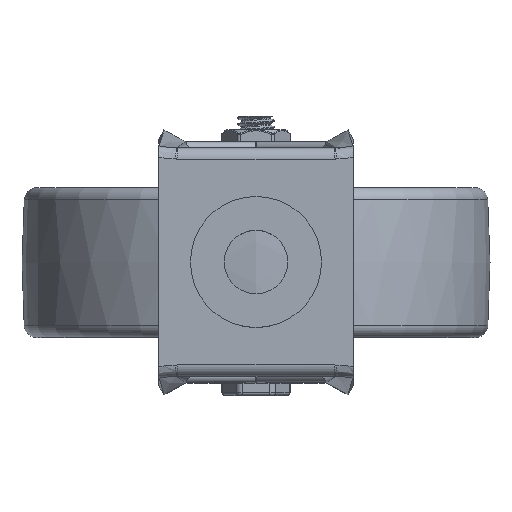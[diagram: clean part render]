
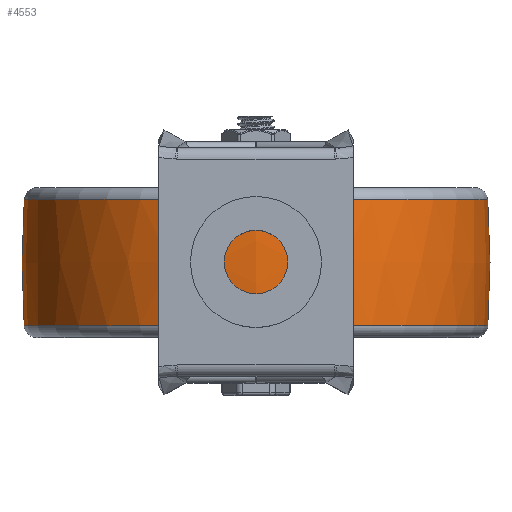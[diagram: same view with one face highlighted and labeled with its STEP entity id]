
A CAD part, top view. The second image highlights one B-rep face of the part: STEP entity #4553.
In plain terms, the highlighted free-form (B-spline) face has degree [2, 2] with [3, 9] control points.
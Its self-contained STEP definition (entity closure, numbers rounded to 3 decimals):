
#19=(
BOUNDED_SURFACE()
B_SPLINE_SURFACE(2,2,((#14585,#14586,#14587,#14588,#14589,#14590,#14591,
#14592,#14593),(#14594,#14595,#14596,#14597,#14598,#14599,#14600,#14601,
#14602),(#14603,#14604,#14605,#14606,#14607,#14608,#14609,#14610,#14611)),
 .UNSPECIFIED.,.F.,.T.,.F.)
B_SPLINE_SURFACE_WITH_KNOTS((3,3),(3,2,2,2,3),(-0.071,0.07),
(-3.142,-1.571,0.,1.571,3.142),
 .UNSPECIFIED.)
GEOMETRIC_REPRESENTATION_ITEM()
RATIONAL_B_SPLINE_SURFACE(((1.,0.707,1.,0.707,1.,
0.707,1.,0.707,1.),(0.998,0.705,
0.998,0.705,0.998,0.705,
0.998,0.705,0.998),(1.,0.707,
1.,0.707,1.,0.707,1.,0.707,1.)))
REPRESENTATION_ITEM('')
SURFACE()
);
#421=FACE_OUTER_BOUND('',#723,.T.);
#723=EDGE_LOOP('',(#3521,#3522,#3523,#3524));
#1008=CIRCLE('',#4990,37.151);
#1009=CIRCLE('',#4991,144.234);
#1010=CIRCLE('',#4992,37.135);
#1999=VERTEX_POINT('',#14582);
#2000=VERTEX_POINT('',#14612);
#2541=EDGE_CURVE('',#1999,#1999,#1008,.T.);
#2542=EDGE_CURVE('',#1999,#2000,#1009,.T.);
#2543=EDGE_CURVE('',#2000,#2000,#1010,.T.);
#3521=ORIENTED_EDGE('',*,*,#2541,.F.);
#3522=ORIENTED_EDGE('',*,*,#2542,.T.);
#3523=ORIENTED_EDGE('',*,*,#2543,.T.);
#3524=ORIENTED_EDGE('',*,*,#2542,.F.);
#4553=ADVANCED_FACE('',(#421),#19,.F.);
#4990=AXIS2_PLACEMENT_3D('',#14584,#5865,#5866);
#4991=AXIS2_PLACEMENT_3D('',#14613,#5867,#5868);
#4992=AXIS2_PLACEMENT_3D('',#14614,#5869,#5870);
#5865=DIRECTION('center_axis',(0.,-1.,0.));
#5866=DIRECTION('ref_axis',(0.,0.,1.));
#5867=DIRECTION('center_axis',(-1.,0.,0.));
#5868=DIRECTION('ref_axis',(0.,0.,1.));
#5869=DIRECTION('center_axis',(0.,-1.,0.));
#5870=DIRECTION('ref_axis',(0.,0.,1.));
#14582=CARTESIAN_POINT('',(0.,-10.139,37.151));
#14584=CARTESIAN_POINT('Origin',(0.,-10.139,0.));
#14585=CARTESIAN_POINT('Ctrl Pts',(0.,10.142,37.135));
#14586=CARTESIAN_POINT('Ctrl Pts',(-37.135,10.142,37.135));
#14587=CARTESIAN_POINT('Ctrl Pts',(-37.135,10.142,0.));
#14588=CARTESIAN_POINT('Ctrl Pts',(-37.135,10.142,-37.135));
#14589=CARTESIAN_POINT('Ctrl Pts',(0.,10.142,-37.135));
#14590=CARTESIAN_POINT('Ctrl Pts',(37.135,10.142,-37.135));
#14591=CARTESIAN_POINT('Ctrl Pts',(37.135,10.142,0.));
#14592=CARTESIAN_POINT('Ctrl Pts',(37.135,10.142,37.135));
#14593=CARTESIAN_POINT('Ctrl Pts',(0.,10.142,37.135));
#14594=CARTESIAN_POINT('Ctrl Pts',(0.,0.002,37.858));
#14595=CARTESIAN_POINT('Ctrl Pts',(-37.858,0.002,
37.858));
#14596=CARTESIAN_POINT('Ctrl Pts',(-37.858,0.002,
0.));
#14597=CARTESIAN_POINT('Ctrl Pts',(-37.858,0.002,
-37.858));
#14598=CARTESIAN_POINT('Ctrl Pts',(0.,0.002,-37.858));
#14599=CARTESIAN_POINT('Ctrl Pts',(37.858,0.002,
-37.858));
#14600=CARTESIAN_POINT('Ctrl Pts',(37.858,0.002,
0.));
#14601=CARTESIAN_POINT('Ctrl Pts',(37.858,0.002,
37.858));
#14602=CARTESIAN_POINT('Ctrl Pts',(0.,0.002,37.858));
#14603=CARTESIAN_POINT('Ctrl Pts',(0.,-10.139,37.151));
#14604=CARTESIAN_POINT('Ctrl Pts',(-37.151,-10.139,
37.151));
#14605=CARTESIAN_POINT('Ctrl Pts',(-37.151,-10.139,
0.));
#14606=CARTESIAN_POINT('Ctrl Pts',(-37.151,-10.139,
-37.151));
#14607=CARTESIAN_POINT('Ctrl Pts',(0.,-10.139,-37.151));
#14608=CARTESIAN_POINT('Ctrl Pts',(37.151,-10.139,-37.151));
#14609=CARTESIAN_POINT('Ctrl Pts',(37.151,-10.139,0.));
#14610=CARTESIAN_POINT('Ctrl Pts',(37.151,-10.139,37.151));
#14611=CARTESIAN_POINT('Ctrl Pts',(0.,-10.139,37.151));
#14612=CARTESIAN_POINT('',(0.,10.142,37.135));
#14613=CARTESIAN_POINT('Origin',(0.,-0.109,
-106.734));
#14614=CARTESIAN_POINT('Origin',(0.,10.142,0.));
